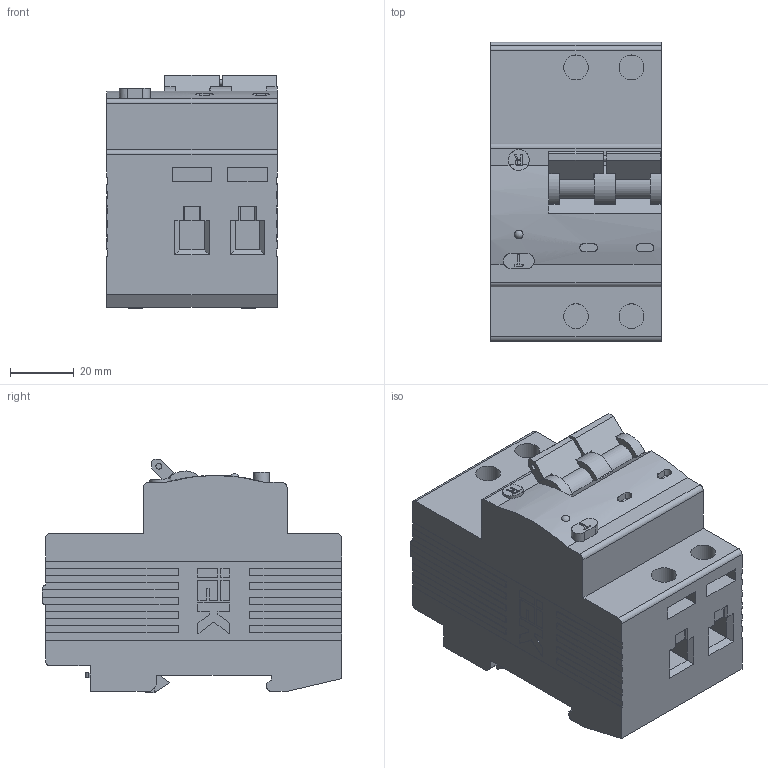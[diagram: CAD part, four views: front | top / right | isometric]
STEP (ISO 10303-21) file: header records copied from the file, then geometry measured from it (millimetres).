
FILE_DESCRIPTION (( 'STEP AP214' ), '1' );
FILE_NAME ('01.02.02.01 ﾀﾄ12ﾌ.STEP', '2017-03-16T08:21:31', ( '' ), ( '' ), 'SwSTEP 2.0', 'SolidWorks 2014', '' );
FILE_SCHEMA (( 'AUTOMOTIVE_DESIGN' ));
Length unit declared in the file: millimetre
Products named in the file (1): 01.02.02.01 ﾀﾄ12ﾌ
Bounding box: 53.4 x 93.8 x 73.33 mm (x, y, z)
Volume: 263848.5 mm3; surface area: 31753.2 mm2
Topology: 1 solids, 1 shells, 426 faces, 1167 edges, 769 vertices
Faces by surface type: plane 356, cylinder 49, bspline 20, sphere 1
Full cylindrical faces by diameter (mm): 1.8 x3, 6.5 x1, 7.8 x4
Entity records: 18854 total; most frequent: CARTESIAN_POINT 3441, ORIENTED_EDGE 2314, DIRECTION 2017, EDGE_CURVE 1157, VECTOR 1001, LINE 1001, VERTEX_POINT 767, AXIS2_PLACEMENT_3D 508
